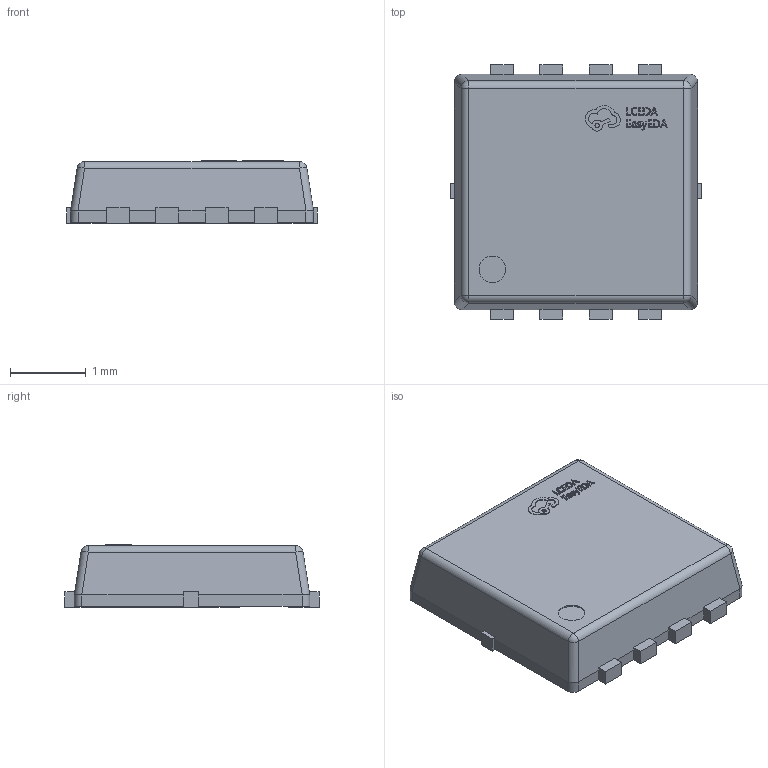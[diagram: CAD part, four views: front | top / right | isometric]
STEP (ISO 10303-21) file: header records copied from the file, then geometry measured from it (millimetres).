
FILE_DESCRIPTION (( 'STEP AP214' ), '1' );
FILE_NAME ('PDFN3333-8_L3.1-W3.2-H0.8-P0.65.step', '2022-06-30T13:49:24', ( '' ), ( '' ), 'SwSTEP 2.0', 'SolidWorks 2020', '' );
FILE_SCHEMA (( 'AUTOMOTIVE_DESIGN' ));
Length unit declared in the file: millimetre
Products named in the file (1): PDFN3333-8_L3.1-W3.2-H0.8-P0.65
Bounding box: 3.3 x 3.35 x 0.82 mm (x, y, z)
Volume: 7.6 mm3; surface area: 29.4 mm2
Topology: 1 solids, 1 shells, 386 faces, 1059 edges, 702 vertices
Faces by surface type: plane 256, bspline 112, cylinder 14, sphere 4
Entity records: 17579 total; most frequent: CARTESIAN_POINT 4288, ORIENTED_EDGE 2118, DIRECTION 1389, EDGE_CURVE 1059, LINE 799, VECTOR 799, VERTEX_POINT 702, EDGE_LOOP 413
